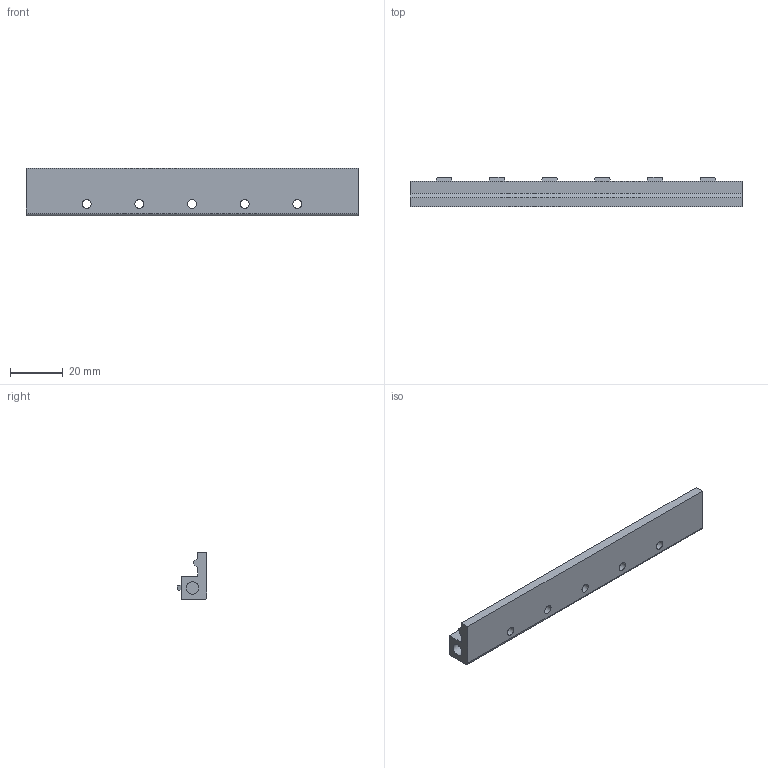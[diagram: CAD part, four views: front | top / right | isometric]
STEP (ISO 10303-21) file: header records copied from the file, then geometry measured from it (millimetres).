
FILE_DESCRIPTION(/* description */ ('STEP AP242','CAx-IF Rec.Pracs.---Representation and Presentation of Product Manufacturing Information (PMI)---4.0---2014-10-13','CAx-IF Rec.Pracs.---3D Tessellated Geometry---0.4---2014-09-14','2;1'),/* implementation_level */ '2;1');
FILE_NAME(/* name */ '649d949737c2ba52e6972408',/* time_stamp */ '2023-06-29T14:26:32Z',/* author */ (''),/* organization */ (''),/* preprocessor_version */ 'ST-DEVELOPER v19.4',/* originating_system */ ' ',/* authorisation */ ' ');
FILE_SCHEMA (('AP242_MANAGED_MODEL_BASED_3D_ENGINEERING_MIM_LF { 1 0 10303 442 1 1 4 }'));
Length unit declared in the file: metre
Products named in the file (1): Base_part2
Bounding box: 126 x 11.3 x 18 mm (x, y, z)
Volume: 14915.7 mm3; surface area: 8057.4 mm2
Topology: 1 solids, 1 shells, 54 faces, 137 edges, 93 vertices
Faces by surface type: plane 43, cylinder 11
Full cylindrical faces by diameter (mm): 3.4 x5, 4.7 x2
Entity records: 1585 total; most frequent: CARTESIAN_POINT 268, DIRECTION 257, ORIENTED_EDGE 250, EDGE_CURVE 125, LINE 103, VECTOR 103, VERTEX_POINT 88, EDGE_LOOP 79
